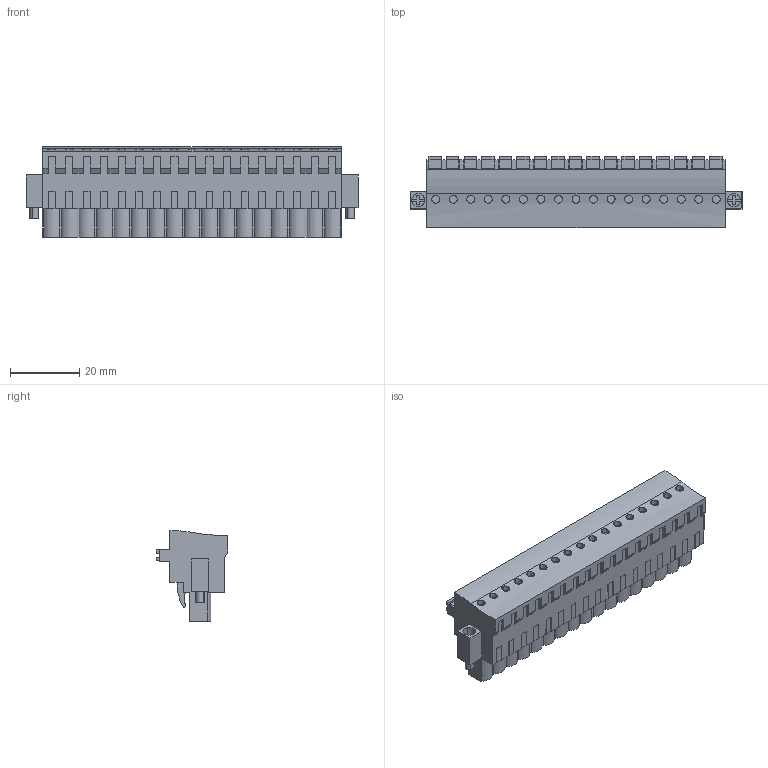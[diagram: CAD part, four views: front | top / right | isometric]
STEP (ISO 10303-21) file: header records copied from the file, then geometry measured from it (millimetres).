
FILE_DESCRIPTION(('CATIA V5 STEP Exchange','CAx-IF Rec.Pracs.--- Model Styling and Organization---1.2---2011-12-15'),'2;1');
FILE_NAME ('D1446324_0_1002240000_1002240000.stp','2017-09-09T13:41:08+00:00',('none'),('Weidmueller'),'CATIA Version 5-6 Release 2014','CATIA V5 STEP AP214','none');
FILE_SCHEMA(('AUTOMOTIVE_DESIGN { 1 0 10303 214 1 1 1 1 }'));
Length unit declared in the file: millimetre
Products named in the file (1): 1002240000
Bounding box: 96.16 x 20.64 x 26.24 mm (x, y, z)
Volume: 26748.6 mm3; surface area: 11787.6 mm2
Topology: 20 solids, 20 shells, 1159 faces, 3324 edges, 2279 vertices
Faces by surface type: plane 927, cylinder 224, extrusion 8
Entity records: 37553 total; most frequent: CARTESIAN_POINT 7362, ORIENTED_EDGE 6648, DIRECTION 4873, EDGE_CURVE 3324, VECTOR 2830, LINE 2822, VERTEX_POINT 2279, EDGE_LOOP 1237
